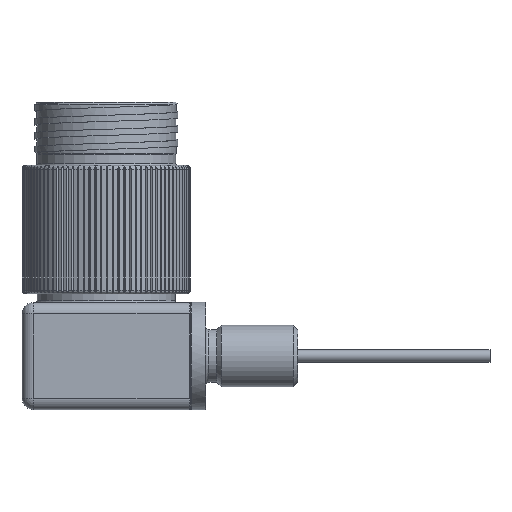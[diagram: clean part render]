
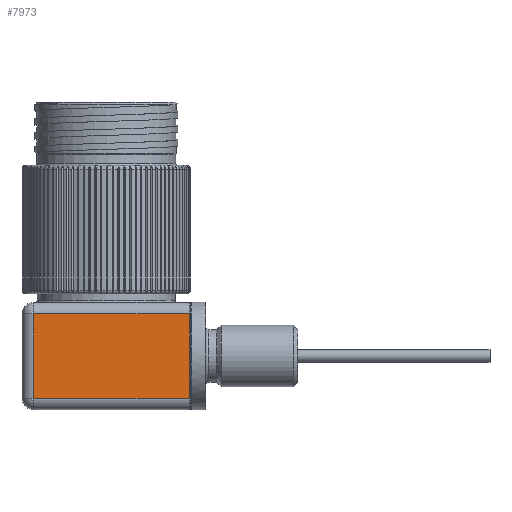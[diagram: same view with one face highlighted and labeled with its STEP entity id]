
A CAD part, left-side view. The second image highlights one B-rep face of the part: STEP entity #7973.
In plain terms, the highlighted planar face has unit normal (-1, 0, 0).
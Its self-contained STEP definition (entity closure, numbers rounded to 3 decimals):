
#280=PLANE('',#8678);
#1120=FACE_OUTER_BOUND('',#1570,.T.);
#1570=EDGE_LOOP('',(#6631,#6632,#6633,#6634));
#2371=LINE('',#16486,#2726);
#2380=LINE('',#17129,#2735);
#2387=LINE('',#17154,#2742);
#2390=LINE('',#17158,#2745);
#2726=VECTOR('',#10306,1000.);
#2735=VECTOR('',#10341,1000.);
#2742=VECTOR('',#10372,1000.);
#2745=VECTOR('',#10377,1000.);
#3409=VERTEX_POINT('',#16465);
#3412=VERTEX_POINT('',#16472);
#3422=VERTEX_POINT('',#17120);
#3429=VERTEX_POINT('',#17147);
#4478=EDGE_CURVE('',#3412,#3409,#2371,.T.);
#4504=EDGE_CURVE('',#3422,#3412,#2380,.T.);
#4517=EDGE_CURVE('',#3409,#3429,#2387,.T.);
#4520=EDGE_CURVE('',#3429,#3422,#2390,.T.);
#6631=ORIENTED_EDGE('',*,*,#4504,.T.);
#6632=ORIENTED_EDGE('',*,*,#4478,.T.);
#6633=ORIENTED_EDGE('',*,*,#4517,.T.);
#6634=ORIENTED_EDGE('',*,*,#4520,.T.);
#7973=ADVANCED_FACE('',(#1120),#280,.T.);
#8678=AXIS2_PLACEMENT_3D('',#17169,#10392,#10393);
#10306=DIRECTION('',(0.,0.,1.));
#10341=DIRECTION('',(0.,-1.,0.));
#10372=DIRECTION('',(0.,1.,0.));
#10377=DIRECTION('',(0.,0.,-1.));
#10392=DIRECTION('center_axis',(-1.,0.,0.));
#10393=DIRECTION('ref_axis',(0.,0.,1.));
#16465=CARTESIAN_POINT('',(-17.463,-17.209,9.069));
#16472=CARTESIAN_POINT('',(-17.463,-17.209,-8.381));
#16486=CARTESIAN_POINT('',(-17.463,-17.209,27.331));
#17120=CARTESIAN_POINT('',(-17.463,15.081,-8.381));
#17129=CARTESIAN_POINT('',(-17.463,-17.463,-8.381));
#17147=CARTESIAN_POINT('',(-17.463,15.081,9.069));
#17154=CARTESIAN_POINT('',(-17.463,15.081,9.069));
#17158=CARTESIAN_POINT('',(-17.463,15.081,27.331));
#17169=CARTESIAN_POINT('Origin',(-17.463,0.,27.331));
